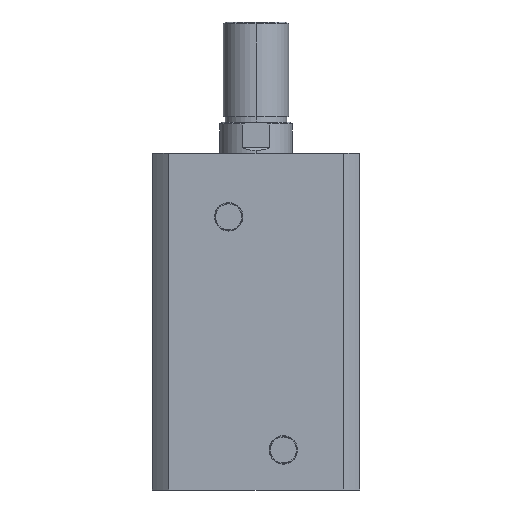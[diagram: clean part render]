
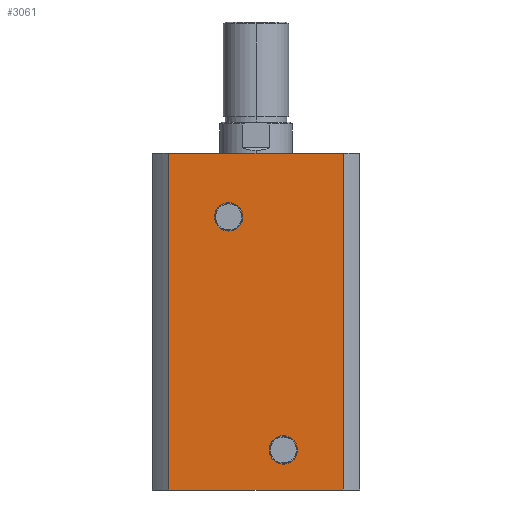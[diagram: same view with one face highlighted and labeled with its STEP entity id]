
A CAD part, left-side view. The second image highlights one B-rep face of the part: STEP entity #3061.
In plain terms, the highlighted planar face has unit normal (-1, 0, 0).
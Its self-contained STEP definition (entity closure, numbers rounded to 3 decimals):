
#42 = EDGE_LOOP ( 'NONE', ( #656, #657, #658, #659 ) ) ;
#177 = EDGE_CURVE ( 'NONE', #3639, #3632, #1824, .T. ) ;
#260 = EDGE_CURVE ( 'NONE', #3758, #3759, #1831, .T. ) ;
#375 = FACE_OUTER_BOUND ( 'NONE', #42, .T. ) ;
#385 = FACE_BOUND ( 'NONE', #1683, .T. ) ;
#388 = FACE_BOUND ( 'NONE', #1708, .T. ) ;
#652 = ORIENTED_EDGE ( 'NONE', *, *, #802, .F. ) ;
#653 = ORIENTED_EDGE ( 'NONE', *, *, #177, .F. ) ;
#654 = ORIENTED_EDGE ( 'NONE', *, *, #803, .F. ) ;
#655 = ORIENTED_EDGE ( 'NONE', *, *, #260, .F. ) ;
#656 = ORIENTED_EDGE ( 'NONE', *, *, #804, .T. ) ;
#657 = ORIENTED_EDGE ( 'NONE', *, *, #805, .F. ) ;
#658 = ORIENTED_EDGE ( 'NONE', *, *, #806, .F. ) ;
#659 = ORIENTED_EDGE ( 'NONE', *, *, #800, .T. ) ;
#674 = CARTESIAN_POINT ( 'NONE',  ( -57., -47.971, 185. ) ) ;
#800 = EDGE_CURVE ( 'NONE', #1801, #1795, #2049, .T. ) ;
#802 = EDGE_CURVE ( 'NONE', #3632, #3639, #2052, .T. ) ;
#803 = EDGE_CURVE ( 'NONE', #3759, #3758, #2053, .T. ) ;
#804 = EDGE_CURVE ( 'NONE', #1795, #1794, #2054, .T. ) ;
#805 = EDGE_CURVE ( 'NONE', #1748, #1794, #2055, .T. ) ;
#806 = EDGE_CURVE ( 'NONE', #1801, #1748, #2050, .T. ) ;
#1107 = DIRECTION ( 'NONE',  ( 1., 0., 0. ) ) ;
#1112 = CARTESIAN_POINT ( 'NONE',  ( -57., 0., 185. ) ) ;
#1114 = PLANE ( 'NONE',  #2456 ) ;
#1116 = DIRECTION ( 'NONE',  ( 0., 1., 0. ) ) ;
#1438 = CARTESIAN_POINT ( 'NONE',  ( -57., -15., 29.797 ) ) ;
#1442 = CARTESIAN_POINT ( 'NONE',  ( -57., -15., 14.203 ) ) ;
#1451 = CARTESIAN_POINT ( 'NONE',  ( -57., 15., 157.797 ) ) ;
#1456 = CARTESIAN_POINT ( 'NONE',  ( -57., 15., 142.203 ) ) ;
#1683 = EDGE_LOOP ( 'NONE', ( #652, #653 ) ) ;
#1708 = EDGE_LOOP ( 'NONE', ( #654, #655 ) ) ;
#1748 = VERTEX_POINT ( 'NONE', #2746 ) ;
#1794 = VERTEX_POINT ( 'NONE', #2805 ) ;
#1795 = VERTEX_POINT ( 'NONE', #2806 ) ;
#1801 = VERTEX_POINT ( 'NONE', #2813 ) ;
#1824 = CIRCLE ( 'NONE', #2838, 7.797 ) ;
#1831 = CIRCLE ( 'NONE', #2844, 7.797 ) ;
#2049 = LINE ( 'NONE', #3585, #2051 ) ;
#2050 = LINE ( 'NONE', #3572, #2060 ) ;
#2051 = VECTOR ( 'NONE', #3593, 1000. ) ;
#2052 = CIRCLE ( 'NONE', #2934, 7.797 ) ;
#2053 = CIRCLE ( 'NONE', #2933, 7.797 ) ;
#2054 = LINE ( 'NONE', #3578, #2056 ) ;
#2055 = LINE ( 'NONE', #674, #2058 ) ;
#2056 = VECTOR ( 'NONE', #3577, 1000. ) ;
#2058 = VECTOR ( 'NONE', #3200, 1000. ) ;
#2060 = VECTOR ( 'NONE', #2308, 1000. ) ;
#2308 = DIRECTION ( 'NONE',  ( 0., -1., 0. ) ) ;
#2456 = AXIS2_PLACEMENT_3D ( 'NONE', #1112, #1107, #1116 ) ;
#2746 = CARTESIAN_POINT ( 'NONE',  ( -57., -47.971, 185. ) ) ;
#2805 = CARTESIAN_POINT ( 'NONE',  ( -57., -47.971, 0. ) ) ;
#2806 = CARTESIAN_POINT ( 'NONE',  ( -57., 47.971, 0. ) ) ;
#2813 = CARTESIAN_POINT ( 'NONE',  ( -57., 47.971, 185. ) ) ;
#2838 = AXIS2_PLACEMENT_3D ( 'NONE', #3221, #3223, #3224 ) ;
#2844 = AXIS2_PLACEMENT_3D ( 'NONE', #3248, #3250, #3251 ) ;
#2933 = AXIS2_PLACEMENT_3D ( 'NONE', #3571, #3570, #3569 ) ;
#2934 = AXIS2_PLACEMENT_3D ( 'NONE', #3576, #3575, #3574 ) ;
#3061 = ADVANCED_FACE ( 'NONE', ( #385, #388, #375 ), #1114, .F. ) ;
#3200 = DIRECTION ( 'NONE',  ( 0., 0., -1. ) ) ;
#3221 = CARTESIAN_POINT ( 'NONE',  ( -57., -15., 22. ) ) ;
#3223 = DIRECTION ( 'NONE',  ( -1., 0., 0. ) ) ;
#3224 = DIRECTION ( 'NONE',  ( 0., 0., 1. ) ) ;
#3248 = CARTESIAN_POINT ( 'NONE',  ( -57., 15., 150. ) ) ;
#3250 = DIRECTION ( 'NONE',  ( -1., 0., 0. ) ) ;
#3251 = DIRECTION ( 'NONE',  ( 0., 0., 1. ) ) ;
#3569 = DIRECTION ( 'NONE',  ( 0., 0., 1. ) ) ;
#3570 = DIRECTION ( 'NONE',  ( -1., 0., 0. ) ) ;
#3571 = CARTESIAN_POINT ( 'NONE',  ( -57., 15., 150. ) ) ;
#3572 = CARTESIAN_POINT ( 'NONE',  ( -57., 0., 185. ) ) ;
#3574 = DIRECTION ( 'NONE',  ( 0., 0., 1. ) ) ;
#3575 = DIRECTION ( 'NONE',  ( -1., 0., 0. ) ) ;
#3576 = CARTESIAN_POINT ( 'NONE',  ( -57., -15., 22. ) ) ;
#3577 = DIRECTION ( 'NONE',  ( 0., -1., 0. ) ) ;
#3578 = CARTESIAN_POINT ( 'NONE',  ( -57., 0., 0. ) ) ;
#3585 = CARTESIAN_POINT ( 'NONE',  ( -57., 47.971, 185. ) ) ;
#3593 = DIRECTION ( 'NONE',  ( 0., 0., -1. ) ) ;
#3632 = VERTEX_POINT ( 'NONE', #1438 ) ;
#3639 = VERTEX_POINT ( 'NONE', #1442 ) ;
#3758 = VERTEX_POINT ( 'NONE', #1456 ) ;
#3759 = VERTEX_POINT ( 'NONE', #1451 ) ;
